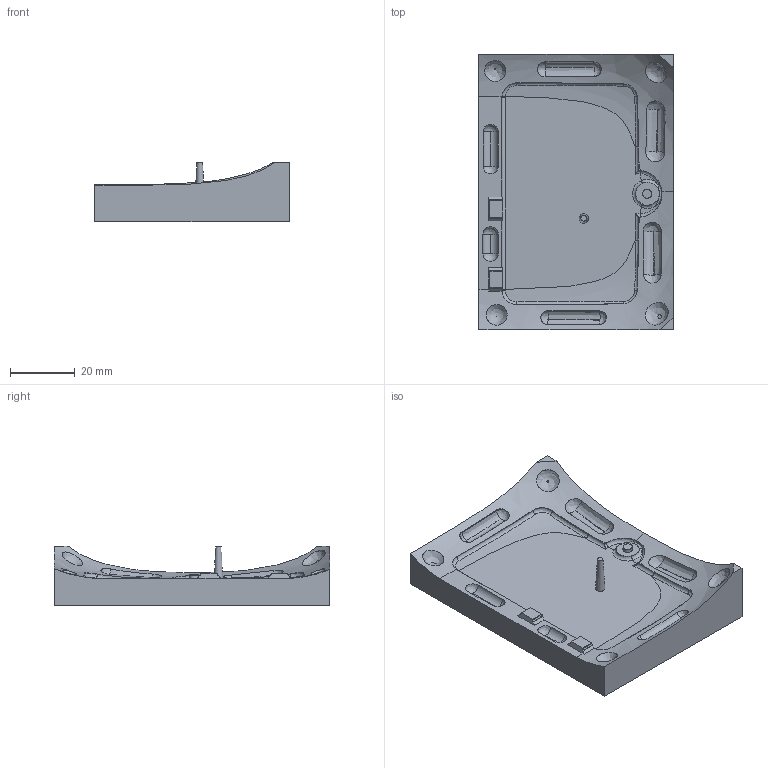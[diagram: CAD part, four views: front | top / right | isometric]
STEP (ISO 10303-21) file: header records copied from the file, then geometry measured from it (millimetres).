
FILE_DESCRIPTION(/* description */ (''),/* implementation_level */ '2;1');
FILE_NAME(/* name */ 'Stylish Belt Synth - Battery Door 1 - Outside Negative.step',/* time_stamp */ '2020-01-29T02:43:39-08:00',/* author */ (''),/* organization */ (''),/* preprocessor_version */ 'ST-DEVELOPER v18',/* originating_system */ 'Autodesk Translation Framework v8.12.0.6',/* authorisation */ '');
FILE_SCHEMA (('AUTOMOTIVE_DESIGN { 1 0 10303 214 3 1 1 }'));
Length unit declared in the file: millimetre
Products named in the file (3): Stylish Belt Synth V4 Plastic Enclosure; Molds for Molds; Left Battery Door
Assembly tree (2 placements, depth 3):
  Stylish Belt Synth V4 Plastic Enclosure
    Molds for Molds
      Left Battery Door
Bounding box: 60 x 85 x 18.47 mm (x, y, z)
Volume: 43615.6 mm3; surface area: 14332.2 mm2
Topology: 1 solids, 1 shells, 125 faces, 545 edges, 432 vertices
Faces by surface type: bspline 60, plane 41, cylinder 13, cone 7, torus 4
Entity records: 15734 total; most frequent: CARTESIAN_POINT 11930, ORIENTED_EDGE 1088, EDGE_CURVE 544, VERTEX_POINT 433, DIRECTION 379, B_SPLINE_CURVE_WITH_KNOTS 378, AXIS2_PLACEMENT_3D 143, EDGE_LOOP 137
